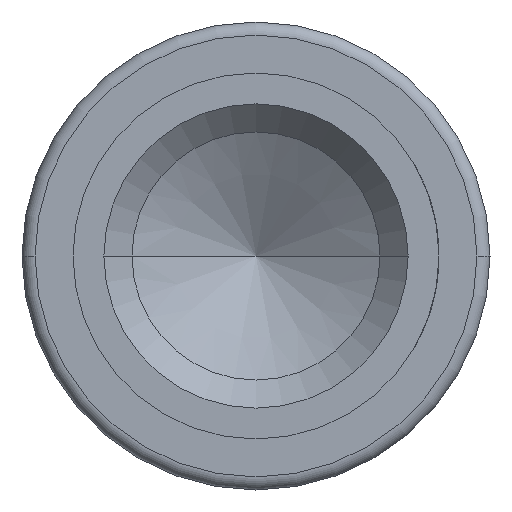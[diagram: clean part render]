
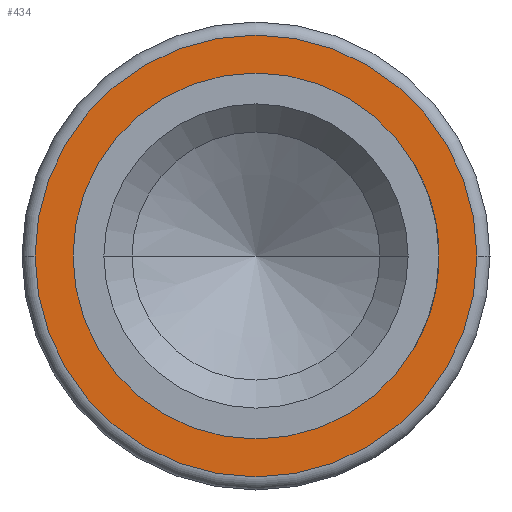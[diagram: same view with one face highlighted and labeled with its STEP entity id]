
A CAD part, front view. The second image highlights one B-rep face of the part: STEP entity #434.
In plain terms, the highlighted planar face has unit normal (0, -1, 0).
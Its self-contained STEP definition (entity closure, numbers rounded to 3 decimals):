
#1=CARTESIAN_POINT('',(0.,0.,0.));
#2=DIRECTION('',(0.,-1.,0.));
#3=DIRECTION('',(1.,0.,0.));
#4=AXIS2_PLACEMENT_3D('',#1,#2,#3);
#16=CARTESIAN_POINT('',(0.,0.,0.));
#17=DIRECTION('',(0.,-1.,0.));
#18=DIRECTION('',(-1.,0.,0.));
#19=AXIS2_PLACEMENT_3D('',#16,#17,#18);
#173=CARTESIAN_POINT('',(0.,0.,0.));
#174=DIRECTION('',(0.,1.,0.));
#175=DIRECTION('',(-1.,0.,0.));
#176=AXIS2_PLACEMENT_3D('',#173,#174,#175);
#208=CARTESIAN_POINT('',(0.,0.,0.));
#209=DIRECTION('',(0.,-1.,0.));
#210=DIRECTION('',(-1.,0.,0.));
#211=AXIS2_PLACEMENT_3D('',#208,#209,#210);
#325=CARTESIAN_POINT('',(-0.978,0.,0.));
#327=VERTEX_POINT('',#325);
#329=CARTESIAN_POINT('',(0.978,0.,0.));
#330=VERTEX_POINT('',#329);
#333=CARTESIAN_POINT('',(-1.18,0.,0.));
#334=CARTESIAN_POINT('',(1.18,0.,0.));
#335=VERTEX_POINT('',#333);
#336=VERTEX_POINT('',#334);
#418=CARTESIAN_POINT('',(0.,0.,0.));
#419=DIRECTION('',(0.,1.,0.));
#420=DIRECTION('',(1.,0.,0.));
#421=AXIS2_PLACEMENT_3D('',#418,#419,#420);
#422=PLANE('',#421);
#424=ORIENTED_EDGE('',*,*,#423,.F.);
#425=ORIENTED_EDGE('',*,*,#408,.F.);
#426=EDGE_LOOP('',(#424,#425));
#427=FACE_OUTER_BOUND('',#426,.F.);
#429=ORIENTED_EDGE('',*,*,#428,.F.);
#431=ORIENTED_EDGE('',*,*,#430,.T.);
#432=EDGE_LOOP('',(#429,#431));
#433=FACE_BOUND('',#432,.F.);
#434=ADVANCED_FACE('',(#427,#433),#422,.F.);
#5=CIRCLE('',#4,1.18);
#20=CIRCLE('',#19,1.18);
#177=CIRCLE('',#176,0.978);
#212=CIRCLE('',#211,0.978);
#408=EDGE_CURVE('',#336,#335,#5,.T.);
#423=EDGE_CURVE('',#335,#336,#20,.T.);
#428=EDGE_CURVE('',#327,#330,#177,.T.);
#430=EDGE_CURVE('',#327,#330,#212,.T.);
